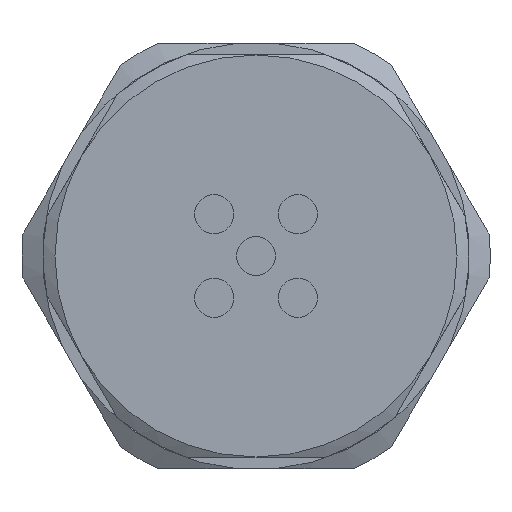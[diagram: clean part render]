
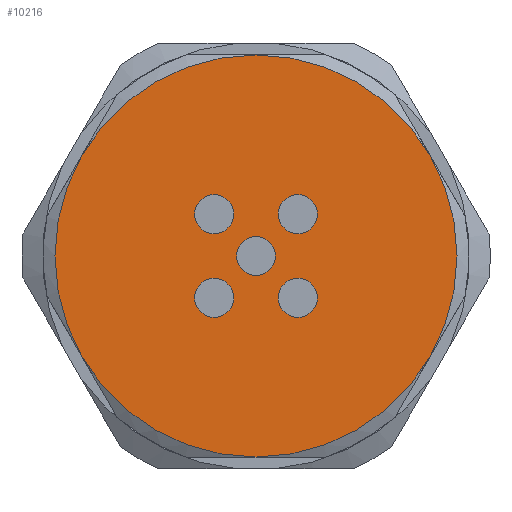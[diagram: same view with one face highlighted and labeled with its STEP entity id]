
A CAD part, left-side view. The second image highlights one B-rep face of the part: STEP entity #10216.
In plain terms, the highlighted planar face has unit normal (-1, 0, 0).
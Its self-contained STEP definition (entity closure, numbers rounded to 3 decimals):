
#3424=CARTESIAN_POINT('',(0.,0.,8.5));
#3490=CARTESIAN_POINT('',(0.,-7.361,4.25));
#3544=CARTESIAN_POINT('',(0.,-7.361,-4.25));
#3652=CARTESIAN_POINT('',(0.,7.361,
-4.25));
#3677=CARTESIAN_POINT('',(0.,0.,0.));
#3678=DIRECTION('',(-1.,0.,0.));
#3679=DIRECTION('',(0.,0.,-1.));
#3680=AXIS2_PLACEMENT_3D('',#3677,#3678,#3679);
#3682=CARTESIAN_POINT('',(0.,0.,0.));
#3683=DIRECTION('',(-1.,0.,0.));
#3684=DIRECTION('',(0.,0.866,-0.5));
#3685=AXIS2_PLACEMENT_3D('',#3682,#3683,#3684);
#3687=CARTESIAN_POINT('',(0.,0.,0.));
#3688=DIRECTION('',(-1.,0.,0.));
#3689=DIRECTION('',(0.,0.866,0.5));
#3690=AXIS2_PLACEMENT_3D('',#3687,#3688,#3689);
#3692=CARTESIAN_POINT('',(0.,0.,0.));
#3693=DIRECTION('',(-1.,0.,0.));
#3694=DIRECTION('',(0.,0.,1.));
#3695=AXIS2_PLACEMENT_3D('',#3692,#3693,#3694);
#3697=CARTESIAN_POINT('',(0.,0.,0.));
#3698=DIRECTION('',(-1.,0.,0.));
#3699=DIRECTION('',(0.,-0.866,0.5));
#3700=AXIS2_PLACEMENT_3D('',#3697,#3698,#3699);
#3702=CARTESIAN_POINT('',(0.,0.,0.));
#3703=DIRECTION('',(-1.,0.,0.));
#3704=DIRECTION('',(0.,-0.866,-0.5));
#3705=AXIS2_PLACEMENT_3D('',#3702,#3703,#3704);
#3707=CARTESIAN_POINT('',(0.,0.,0.));
#3708=DIRECTION('',(1.,0.,0.));
#3709=DIRECTION('',(0.,0.,1.));
#3710=AXIS2_PLACEMENT_3D('',#3707,#3708,#3709);
#3712=CARTESIAN_POINT('',(0.,0.,0.));
#3713=DIRECTION('',(1.,0.,0.));
#3714=DIRECTION('',(0.,0.,-1.));
#3715=AXIS2_PLACEMENT_3D('',#3712,#3713,#3714);
#3717=CARTESIAN_POINT('',(0.,-1.768,-1.768));
#3718=DIRECTION('',(1.,0.,0.));
#3719=DIRECTION('',(0.,0.,1.));
#3720=AXIS2_PLACEMENT_3D('',#3717,#3718,#3719);
#3722=CARTESIAN_POINT('',(0.,-1.768,-1.768));
#3723=DIRECTION('',(1.,0.,0.));
#3724=DIRECTION('',(0.,0.,-1.));
#3725=AXIS2_PLACEMENT_3D('',#3722,#3723,#3724);
#3727=CARTESIAN_POINT('',(0.,1.768,1.768));
#3728=DIRECTION('',(1.,0.,0.));
#3729=DIRECTION('',(0.,0.,1.));
#3730=AXIS2_PLACEMENT_3D('',#3727,#3728,#3729);
#3732=CARTESIAN_POINT('',(0.,1.768,1.768));
#3733=DIRECTION('',(1.,0.,0.));
#3734=DIRECTION('',(0.,0.,-1.));
#3735=AXIS2_PLACEMENT_3D('',#3732,#3733,#3734);
#3737=CARTESIAN_POINT('',(0.,1.768,-1.768));
#3738=DIRECTION('',(1.,0.,0.));
#3739=DIRECTION('',(0.,0.,1.));
#3740=AXIS2_PLACEMENT_3D('',#3737,#3738,#3739);
#3742=CARTESIAN_POINT('',(0.,1.768,-1.768));
#3743=DIRECTION('',(1.,0.,0.));
#3744=DIRECTION('',(0.,0.,-1.));
#3745=AXIS2_PLACEMENT_3D('',#3742,#3743,#3744);
#3747=CARTESIAN_POINT('',(0.,-1.768,1.768));
#3748=DIRECTION('',(1.,0.,0.));
#3749=DIRECTION('',(0.,0.,1.));
#3750=AXIS2_PLACEMENT_3D('',#3747,#3748,#3749);
#3752=CARTESIAN_POINT('',(0.,-1.768,1.768));
#3753=DIRECTION('',(1.,0.,0.));
#3754=DIRECTION('',(0.,0.,-1.));
#3755=AXIS2_PLACEMENT_3D('',#3752,#3753,#3754);
#5315=VERTEX_POINT('',#3544);
#5581=CARTESIAN_POINT('',(0.,1.768,2.593));
#5582=CARTESIAN_POINT('',(0.,1.768,0.943));
#5583=VERTEX_POINT('',#5581);
#5584=VERTEX_POINT('',#5582);
#5585=CARTESIAN_POINT('',(0.,-1.768,2.593));
#5586=CARTESIAN_POINT('',(0.,-1.768,0.943));
#5587=VERTEX_POINT('',#5585);
#5588=VERTEX_POINT('',#5586);
#5626=VERTEX_POINT('',#3652);
#5630=VERTEX_POINT('',#3424);
#5695=CARTESIAN_POINT('',(0.,1.768,-0.943));
#5696=VERTEX_POINT('',#5695);
#5735=VERTEX_POINT('',#3490);
#5764=CARTESIAN_POINT('',(0.,-1.768,-2.593));
#5765=CARTESIAN_POINT('',(0.,-1.768,-0.943));
#5766=VERTEX_POINT('',#5764);
#5767=VERTEX_POINT('',#5765);
#5778=CARTESIAN_POINT('',(0.,7.361,4.25));
#5779=VERTEX_POINT('',#5778);
#5820=CARTESIAN_POINT('',(0.,0.,0.825));
#5821=VERTEX_POINT('',#5820);
#5878=CARTESIAN_POINT('',(0.,0.,-0.825));
#5879=VERTEX_POINT('',#5878);
#5941=CARTESIAN_POINT('',(0.,1.768,-2.593));
#5942=VERTEX_POINT('',#5941);
#5967=CARTESIAN_POINT('',(0.,0.,-8.5));
#5968=VERTEX_POINT('',#5967);
#10168=CARTESIAN_POINT('',(0.,8.951,-8.84));
#10169=DIRECTION('',(1.,0.,0.));
#10170=DIRECTION('',(0.,1.,0.));
#10171=AXIS2_PLACEMENT_3D('',#10168,#10169,#10170);
#10172=PLANE('',#10171);
#10174=ORIENTED_EDGE('',*,*,#10173,.F.);
#10176=ORIENTED_EDGE('',*,*,#10175,.F.);
#10177=ORIENTED_EDGE('',*,*,#10163,.F.);
#10179=ORIENTED_EDGE('',*,*,#10178,.F.);
#10181=ORIENTED_EDGE('',*,*,#10180,.F.);
#10183=ORIENTED_EDGE('',*,*,#10182,.F.);
#10184=EDGE_LOOP('',(#10174,#10176,#10177,#10179,#10181,#10183));
#10185=FACE_OUTER_BOUND('',#10184,.F.);
#10187=ORIENTED_EDGE('',*,*,#10186,.F.);
#10189=ORIENTED_EDGE('',*,*,#10188,.F.);
#10190=EDGE_LOOP('',(#10187,#10189));
#10191=FACE_BOUND('',#10190,.F.);
#10193=ORIENTED_EDGE('',*,*,#10192,.F.);
#10195=ORIENTED_EDGE('',*,*,#10194,.F.);
#10196=EDGE_LOOP('',(#10193,#10195));
#10197=FACE_BOUND('',#10196,.F.);
#10199=ORIENTED_EDGE('',*,*,#10198,.F.);
#10201=ORIENTED_EDGE('',*,*,#10200,.F.);
#10202=EDGE_LOOP('',(#10199,#10201));
#10203=FACE_BOUND('',#10202,.F.);
#10205=ORIENTED_EDGE('',*,*,#10204,.F.);
#10207=ORIENTED_EDGE('',*,*,#10206,.F.);
#10208=EDGE_LOOP('',(#10205,#10207));
#10209=FACE_BOUND('',#10208,.F.);
#10211=ORIENTED_EDGE('',*,*,#10210,.F.);
#10213=ORIENTED_EDGE('',*,*,#10212,.F.);
#10214=EDGE_LOOP('',(#10211,#10213));
#10215=FACE_BOUND('',#10214,.F.);
#10216=ADVANCED_FACE('',(#10185,#10191,#10197,#10203,#10209,#10215),#10172,.F.);
#3681=CIRCLE('',#3680,8.5);
#3686=CIRCLE('',#3685,8.5);
#3691=CIRCLE('',#3690,8.5);
#3696=CIRCLE('',#3695,8.5);
#3701=CIRCLE('',#3700,8.5);
#3706=CIRCLE('',#3705,8.5);
#3711=CIRCLE('',#3710,0.825);
#3716=CIRCLE('',#3715,0.825);
#3721=CIRCLE('',#3720,0.825);
#3726=CIRCLE('',#3725,0.825);
#3731=CIRCLE('',#3730,0.825);
#3736=CIRCLE('',#3735,0.825);
#3741=CIRCLE('',#3740,0.825);
#3746=CIRCLE('',#3745,0.825);
#3751=CIRCLE('',#3750,0.825);
#3756=CIRCLE('',#3755,0.825);
#10163=EDGE_CURVE('',#5779,#5626,#3691,.T.);
#10173=EDGE_CURVE('',#5968,#5315,#3681,.T.);
#10175=EDGE_CURVE('',#5626,#5968,#3686,.T.);
#10178=EDGE_CURVE('',#5630,#5779,#3696,.T.);
#10180=EDGE_CURVE('',#5735,#5630,#3701,.T.);
#10182=EDGE_CURVE('',#5315,#5735,#3706,.T.);
#10186=EDGE_CURVE('',#5821,#5879,#3711,.T.);
#10188=EDGE_CURVE('',#5879,#5821,#3716,.T.);
#10192=EDGE_CURVE('',#5767,#5766,#3721,.T.);
#10194=EDGE_CURVE('',#5766,#5767,#3726,.T.);
#10198=EDGE_CURVE('',#5583,#5584,#3731,.T.);
#10200=EDGE_CURVE('',#5584,#5583,#3736,.T.);
#10204=EDGE_CURVE('',#5696,#5942,#3741,.T.);
#10206=EDGE_CURVE('',#5942,#5696,#3746,.T.);
#10210=EDGE_CURVE('',#5587,#5588,#3751,.T.);
#10212=EDGE_CURVE('',#5588,#5587,#3756,.T.);
